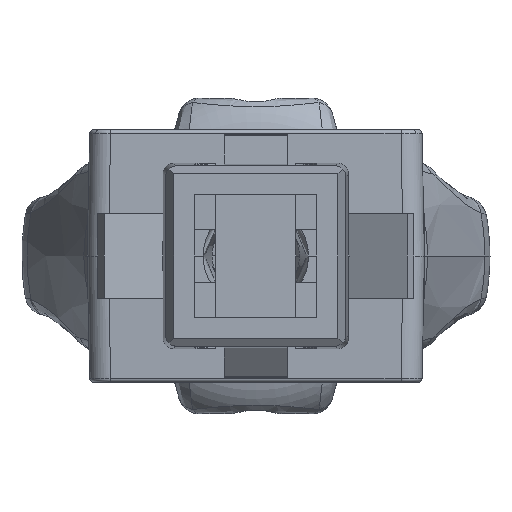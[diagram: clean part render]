
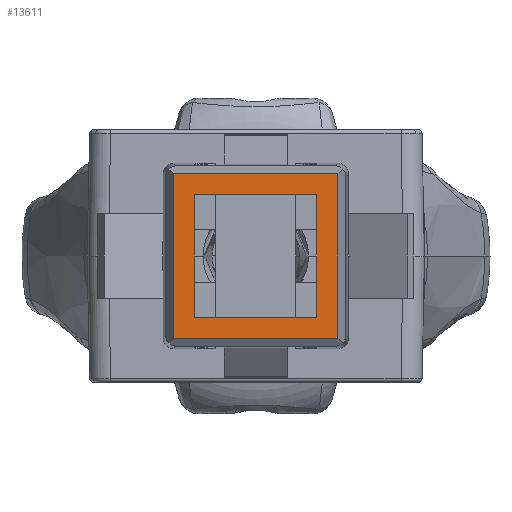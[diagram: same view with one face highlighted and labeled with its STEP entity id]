
A CAD part, front view. The second image highlights one B-rep face of the part: STEP entity #13611.
In plain terms, the highlighted planar face has unit normal (0, -1, 0).
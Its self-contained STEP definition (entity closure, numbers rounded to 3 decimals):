
#343 = VERTEX_POINT ( 'NONE', #4918 ) ;
#486 = DIRECTION ( 'NONE',  ( -1., 0., 0. ) ) ;
#701 = AXIS2_PLACEMENT_3D ( 'NONE', #13016, #11637, #15782 ) ;
#785 = ORIENTED_EDGE ( 'NONE', *, *, #14560, .T. ) ;
#1673 = VECTOR ( 'NONE', #2484, 1000. ) ;
#1695 = EDGE_CURVE ( 'NONE', #17126, #11926, #4548, .T. ) ;
#1877 = ORIENTED_EDGE ( 'NONE', *, *, #12788, .F. ) ;
#2212 = LINE ( 'NONE', #17732, #1673 ) ;
#2377 = VERTEX_POINT ( 'NONE', #4684 ) ;
#2391 = VECTOR ( 'NONE', #9001, 1000. ) ;
#2484 = DIRECTION ( 'NONE',  ( 1., 0., 0. ) ) ;
#2503 = CARTESIAN_POINT ( 'NONE',  ( 55.304, 4.065, -39.99 ) ) ;
#3291 = ORIENTED_EDGE ( 'NONE', *, *, #6149, .T. ) ;
#4158 = EDGE_CURVE ( 'NONE', #15776, #343, #5289, .T. ) ;
#4295 = LINE ( 'NONE', #12477, #11271 ) ;
#4415 = CARTESIAN_POINT ( 'NONE',  ( 63.104, 4.065, -31.69 ) ) ;
#4476 = FACE_OUTER_BOUND ( 'NONE', #17573, .T. ) ;
#4548 = LINE ( 'NONE', #14478, #16059 ) ;
#4684 = CARTESIAN_POINT ( 'NONE',  ( 63.104, 4.065, -32.19 ) ) ;
#4807 = ORIENTED_EDGE ( 'NONE', *, *, #13447, .F. ) ;
#4918 = CARTESIAN_POINT ( 'NONE',  ( 62.104, 4.065, -38.99 ) ) ;
#5024 = CARTESIAN_POINT ( 'NONE',  ( 54.804, 4.065, -38.99 ) ) ;
#5289 = LINE ( 'NONE', #5024, #6469 ) ;
#5750 = CARTESIAN_POINT ( 'NONE',  ( 62.104, 4.065, -33.19 ) ) ;
#5850 = CARTESIAN_POINT ( 'NONE',  ( 54.804, 4.065, -32.19 ) ) ;
#6149 = EDGE_CURVE ( 'NONE', #13116, #2377, #17003, .T. ) ;
#6195 = CARTESIAN_POINT ( 'NONE',  ( 54.804, 4.065, -33.19 ) ) ;
#6469 = VECTOR ( 'NONE', #10908, 1000. ) ;
#6647 = ORIENTED_EDGE ( 'NONE', *, *, #4158, .F. ) ;
#7312 = DIRECTION ( 'NONE',  ( 0., 0., -1. ) ) ;
#7943 = ORIENTED_EDGE ( 'NONE', *, *, #18194, .T. ) ;
#7992 = CARTESIAN_POINT ( 'NONE',  ( 63.104, 4.065, -39.99 ) ) ;
#8868 = LINE ( 'NONE', #13450, #10078 ) ;
#8957 = EDGE_CURVE ( 'NONE', #11165, #10007, #16032, .T. ) ;
#9001 = DIRECTION ( 'NONE',  ( 0., 0., 1. ) ) ;
#9045 = DIRECTION ( 'NONE',  ( 0., 0., -1. ) ) ;
#9473 = VECTOR ( 'NONE', #486, 1000. ) ;
#9983 = DIRECTION ( 'NONE',  ( -1., 0., 0. ) ) ;
#10007 = VERTEX_POINT ( 'NONE', #17018 ) ;
#10026 = EDGE_LOOP ( 'NONE', ( #17683, #4807, #6647, #1877 ) ) ;
#10078 = VECTOR ( 'NONE', #7312, 1000. ) ;
#10625 = ORIENTED_EDGE ( 'NONE', *, *, #1695, .T. ) ;
#10908 = DIRECTION ( 'NONE',  ( 1., 0., 0. ) ) ;
#10963 = CARTESIAN_POINT ( 'NONE',  ( 56.304, 4.065, -38.99 ) ) ;
#11165 = VERTEX_POINT ( 'NONE', #5750 ) ;
#11271 = VECTOR ( 'NONE', #16974, 1000. ) ;
#11637 = DIRECTION ( 'NONE',  ( 0., -1., 0. ) ) ;
#11723 = PLANE ( 'NONE',  #701 ) ;
#11926 = VERTEX_POINT ( 'NONE', #2503 ) ;
#12477 = CARTESIAN_POINT ( 'NONE',  ( 62.104, 4.065, -31.69 ) ) ;
#12770 = VECTOR ( 'NONE', #9983, 1000. ) ;
#12788 = EDGE_CURVE ( 'NONE', #10007, #15776, #8868, .T. ) ;
#12927 = FACE_BOUND ( 'NONE', #10026, .T. ) ;
#13016 = CARTESIAN_POINT ( 'NONE',  ( 63.604, 4.065, -31.69 ) ) ;
#13116 = VERTEX_POINT ( 'NONE', #7992 ) ;
#13237 = CARTESIAN_POINT ( 'NONE',  ( 55.304, 4.065, -32.19 ) ) ;
#13447 = EDGE_CURVE ( 'NONE', #343, #11165, #4295, .T. ) ;
#13450 = CARTESIAN_POINT ( 'NONE',  ( 56.304, 4.065, -31.69 ) ) ;
#13611 = ADVANCED_FACE ( 'NONE', ( #4476, #12927 ), #11723, .T. ) ;
#14318 = LINE ( 'NONE', #5850, #12770 ) ;
#14478 = CARTESIAN_POINT ( 'NONE',  ( 55.304, 4.065, -40.49 ) ) ;
#14560 = EDGE_CURVE ( 'NONE', #2377, #17126, #14318, .T. ) ;
#15776 = VERTEX_POINT ( 'NONE', #10963 ) ;
#15782 = DIRECTION ( 'NONE',  ( 0., 0., -1. ) ) ;
#16032 = LINE ( 'NONE', #6195, #9473 ) ;
#16059 = VECTOR ( 'NONE', #9045, 1000. ) ;
#16974 = DIRECTION ( 'NONE',  ( 0., 0., 1. ) ) ;
#17003 = LINE ( 'NONE', #4415, #2391 ) ;
#17018 = CARTESIAN_POINT ( 'NONE',  ( 56.304, 4.065, -33.19 ) ) ;
#17126 = VERTEX_POINT ( 'NONE', #13237 ) ;
#17573 = EDGE_LOOP ( 'NONE', ( #7943, #3291, #785, #10625 ) ) ;
#17683 = ORIENTED_EDGE ( 'NONE', *, *, #8957, .F. ) ;
#17732 = CARTESIAN_POINT ( 'NONE',  ( 63.604, 4.065, -39.99 ) ) ;
#18194 = EDGE_CURVE ( 'NONE', #11926, #13116, #2212, .T. ) ;
